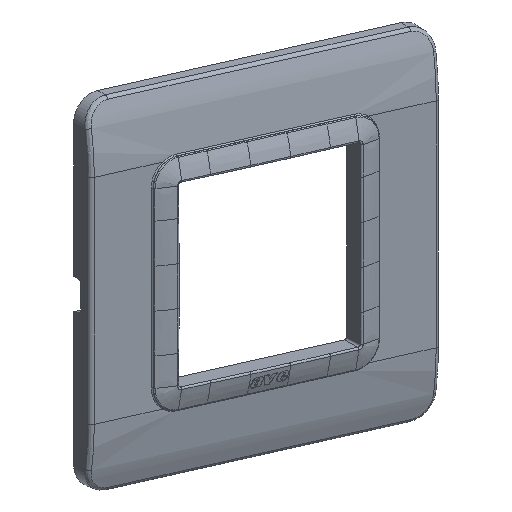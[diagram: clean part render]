
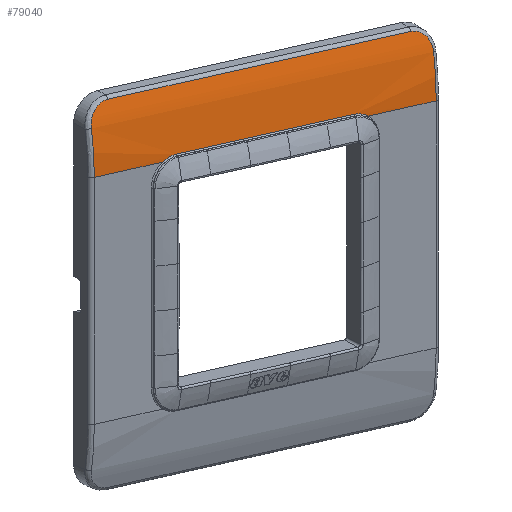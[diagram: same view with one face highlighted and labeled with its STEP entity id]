
A CAD part, top view. The second image highlights one B-rep face of the part: STEP entity #79040.
In plain terms, the highlighted cylindrical face has radius 55 mm (diameter 110 mm), a partial arc.
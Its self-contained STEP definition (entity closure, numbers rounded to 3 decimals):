
#77993=CARTESIAN_POINT('Vertex',(42.781,27.454,6.)) ;
#78051=CARTESIAN_POINT('Vertex',(42.825,38.022,4.975)) ;
#78055=CARTESIAN_POINT('Control Point',(42.781,27.454,6.)) ;
#78056=CARTESIAN_POINT('Control Point',(42.781,29.58,6.)) ;
#78057=CARTESIAN_POINT('Control Point',(42.785,31.707,5.897)) ;
#78058=CARTESIAN_POINT('Control Point',(42.794,33.828,5.692)) ;
#78059=CARTESIAN_POINT('Control Point',(42.807,35.934,5.384)) ;
#78060=CARTESIAN_POINT('Control Point',(42.825,38.022,4.975)) ;
#78130=CARTESIAN_POINT('Vertex',(37.884,43.165,3.708)) ;
#78134=CARTESIAN_POINT('Control Point',(37.884,43.165,3.708)) ;
#78135=CARTESIAN_POINT('Control Point',(38.21,43.165,3.708)) ;
#78136=CARTESIAN_POINT('Control Point',(38.535,43.137,3.716)) ;
#78137=CARTESIAN_POINT('Control Point',(38.858,43.082,3.733)) ;
#78138=CARTESIAN_POINT('Control Point',(39.574,42.897,3.788)) ;
#78139=CARTESIAN_POINT('Control Point',(40.243,42.58,3.879)) ;
#78140=CARTESIAN_POINT('Control Point',(40.595,42.364,3.941)) ;
#78141=CARTESIAN_POINT('Control Point',(41.432,41.724,4.12)) ;
#78142=CARTESIAN_POINT('Control Point',(42.077,40.884,4.339)) ;
#78143=CARTESIAN_POINT('Control Point',(42.386,40.316,4.48)) ;
#78144=CARTESIAN_POINT('Control Point',(42.676,39.507,4.668)) ;
#78145=CARTESIAN_POINT('Control Point',(42.798,38.662,4.847)) ;
#78146=CARTESIAN_POINT('Control Point',(42.818,38.449,4.89)) ;
#78147=CARTESIAN_POINT('Control Point',(42.826,38.235,4.933)) ;
#78148=CARTESIAN_POINT('Control Point',(42.825,38.022,4.975)) ;
#78162=CARTESIAN_POINT('Line Origine',(21.899,43.165,3.708)) ;
#78166=CARTESIAN_POINT('Vertex',(-37.884,43.165,3.708)) ;
#78237=CARTESIAN_POINT('Control Point',(-37.884,43.165,3.708)) ;
#78238=CARTESIAN_POINT('Control Point',(-38.21,43.165,3.708)) ;
#78239=CARTESIAN_POINT('Control Point',(-38.535,43.137,3.716)) ;
#78240=CARTESIAN_POINT('Control Point',(-38.858,43.082,3.733)) ;
#78241=CARTESIAN_POINT('Control Point',(-39.574,42.897,3.788)) ;
#78242=CARTESIAN_POINT('Control Point',(-40.243,42.58,3.879)) ;
#78243=CARTESIAN_POINT('Control Point',(-40.595,42.364,3.941)) ;
#78244=CARTESIAN_POINT('Control Point',(-41.432,41.724,4.12)) ;
#78245=CARTESIAN_POINT('Control Point',(-42.077,40.884,4.339)) ;
#78246=CARTESIAN_POINT('Control Point',(-42.386,40.316,4.48)) ;
#78247=CARTESIAN_POINT('Control Point',(-42.676,39.507,4.668)) ;
#78248=CARTESIAN_POINT('Control Point',(-42.798,38.662,4.847)) ;
#78249=CARTESIAN_POINT('Control Point',(-42.818,38.449,4.89)) ;
#78250=CARTESIAN_POINT('Control Point',(-42.826,38.235,4.933)) ;
#78251=CARTESIAN_POINT('Control Point',(-42.825,38.022,4.975)) ;
#78252=CARTESIAN_POINT('Vertex',(-42.825,38.022,4.975)) ;
#78348=CARTESIAN_POINT('Vertex',(-42.781,27.454,6.)) ;
#78401=CARTESIAN_POINT('Control Point',(-42.781,27.454,6.)) ;
#78402=CARTESIAN_POINT('Control Point',(-42.781,29.58,6.)) ;
#78403=CARTESIAN_POINT('Control Point',(-42.785,31.707,5.897)) ;
#78404=CARTESIAN_POINT('Control Point',(-42.794,33.828,5.692)) ;
#78405=CARTESIAN_POINT('Control Point',(-42.807,35.934,5.384)) ;
#78406=CARTESIAN_POINT('Control Point',(-42.825,38.022,4.975)) ;
#78958=CARTESIAN_POINT('Line Origine',(34.274,27.454,6.)) ;
#78962=CARTESIAN_POINT('Vertex',(25.767,27.454,6.)) ;
#78993=CARTESIAN_POINT('Axis2P3D Location',(34.5,27.454,-49.)) ;
#78998=CARTESIAN_POINT('Line Origine',(34.5,27.454,6.)) ;
#79002=CARTESIAN_POINT('Vertex',(-25.767,27.454,6.)) ;
#79006=CARTESIAN_POINT('Control Point',(-25.767,27.454,6.)) ;
#79007=CARTESIAN_POINT('Control Point',(-24.983,27.983,6.)) ;
#79008=CARTESIAN_POINT('Control Point',(-24.093,28.357,5.993)) ;
#79009=CARTESIAN_POINT('Control Point',(-23.147,28.544,5.989)) ;
#79010=CARTESIAN_POINT('Control Point',(-22.2,28.544,5.989)) ;
#79011=CARTESIAN_POINT('Vertex',(-22.2,28.544,5.989)) ;
#79014=CARTESIAN_POINT('Line Origine',(34.5,28.544,5.989)) ;
#79018=CARTESIAN_POINT('Vertex',(22.2,28.544,5.989)) ;
#79022=CARTESIAN_POINT('Control Point',(22.2,28.544,5.989)) ;
#79023=CARTESIAN_POINT('Control Point',(23.147,28.544,5.989)) ;
#79024=CARTESIAN_POINT('Control Point',(24.093,28.357,5.993)) ;
#79025=CARTESIAN_POINT('Control Point',(24.983,27.983,6.)) ;
#79026=CARTESIAN_POINT('Control Point',(25.767,27.454,6.)) ;
#78163=DIRECTION('Vector Direction',(1.,0.,0.)) ;
#78959=DIRECTION('Vector Direction',(1.,0.,0.)) ;
#78994=DIRECTION('Axis2P3D Direction',(1.,0.,0.)) ;
#78995=DIRECTION('Axis2P3D XDirection',(0.,0.298,0.955)) ;
#78999=DIRECTION('Vector Direction',(1.,0.,0.)) ;
#79015=DIRECTION('Vector Direction',(1.,0.,0.)) ;
#78996=AXIS2_PLACEMENT_3D('Cylinder Axis2P3D',#78993,#78994,#78995) ;
#79029=ORIENTED_EDGE('',*,*,#78964,.F.) ;
#79030=ORIENTED_EDGE('',*,*,#78061,.T.) ;
#79031=ORIENTED_EDGE('',*,*,#78149,.T.) ;
#79032=ORIENTED_EDGE('',*,*,#78168,.F.) ;
#79033=ORIENTED_EDGE('',*,*,#78254,.F.) ;
#79034=ORIENTED_EDGE('',*,*,#78407,.F.) ;
#79035=ORIENTED_EDGE('',*,*,#79004,.F.) ;
#79036=ORIENTED_EDGE('',*,*,#79013,.F.) ;
#79037=ORIENTED_EDGE('',*,*,#79020,.F.) ;
#79038=ORIENTED_EDGE('',*,*,#79027,.F.) ;
#78164=VECTOR('Line Direction',#78163,1.) ;
#78960=VECTOR('Line Direction',#78959,1.) ;
#79000=VECTOR('Line Direction',#78999,1.) ;
#79016=VECTOR('Line Direction',#79015,1.) ;
#79040=ADVANCED_FACE('PartBody',(#79039),#78997,.T.) ;
#78054=B_SPLINE_CURVE_WITH_KNOTS('',5,(#78055,#78056,#78057,#78058,#78059,#78060),.UNSPECIFIED.,.F.,.U.,(6,6),(37.584,52.488),.UNSPECIFIED.) ;
#78133=B_SPLINE_CURVE_WITH_KNOTS('',5,(#78134,#78135,#78136,#78137,#78138,#78139,#78140,#78141,#78142,#78143,#78144,#78145,#78146,#78147,#78148),.UNSPECIFIED.,.F.,.U.,(6,3,3,3,6),(18.827,21.371,24.598,29.621,31.296),.UNSPECIFIED.) ;
#78236=B_SPLINE_CURVE_WITH_KNOTS('',5,(#78237,#78238,#78239,#78240,#78241,#78242,#78243,#78244,#78245,#78246,#78247,#78248,#78249,#78250,#78251),.UNSPECIFIED.,.F.,.U.,(6,3,3,3,6),(18.827,21.371,24.598,29.621,31.296),.UNSPECIFIED.) ;
#78400=B_SPLINE_CURVE_WITH_KNOTS('',5,(#78401,#78402,#78403,#78404,#78405,#78406),.UNSPECIFIED.,.F.,.U.,(6,6),(37.584,52.488),.UNSPECIFIED.) ;
#79005=B_SPLINE_CURVE_WITH_KNOTS('',4,(#79006,#79007,#79008,#79009,#79010),.UNSPECIFIED.,.F.,.U.,(5,5),(10.335,15.564),.UNSPECIFIED.) ;
#79021=B_SPLINE_CURVE_WITH_KNOTS('',4,(#79022,#79023,#79024,#79025,#79026),.UNSPECIFIED.,.F.,.U.,(5,5),(10.903,16.133),.UNSPECIFIED.) ;
#78997=CYLINDRICAL_SURFACE('generated cylinder',#78996,55.) ;
#78061=EDGE_CURVE('',#77994,#78052,#78054,.T.) ;
#78149=EDGE_CURVE('',#78052,#78131,#78133,.F.) ;
#78168=EDGE_CURVE('',#78167,#78131,#78165,.T.) ;
#78254=EDGE_CURVE('',#78253,#78167,#78236,.F.) ;
#78407=EDGE_CURVE('',#78349,#78253,#78400,.T.) ;
#78964=EDGE_CURVE('',#77994,#78963,#78961,.F.) ;
#79004=EDGE_CURVE('',#79003,#78349,#79001,.F.) ;
#79013=EDGE_CURVE('',#79012,#79003,#79005,.F.) ;
#79020=EDGE_CURVE('',#79019,#79012,#79017,.F.) ;
#79027=EDGE_CURVE('',#78963,#79019,#79021,.F.) ;
#79028=EDGE_LOOP('',(#79029,#79030,#79031,#79032,#79033,#79034,#79035,#79036,#79037,#79038)) ;
#79039=FACE_OUTER_BOUND('',#79028,.T.) ;
#78165=LINE('Line',#78162,#78164) ;
#78961=LINE('Line',#78958,#78960) ;
#79001=LINE('Line',#78998,#79000) ;
#79017=LINE('Line',#79014,#79016) ;
#77994=VERTEX_POINT('',#77993) ;
#78052=VERTEX_POINT('',#78051) ;
#78131=VERTEX_POINT('',#78130) ;
#78167=VERTEX_POINT('',#78166) ;
#78253=VERTEX_POINT('',#78252) ;
#78349=VERTEX_POINT('',#78348) ;
#78963=VERTEX_POINT('',#78962) ;
#79003=VERTEX_POINT('',#79002) ;
#79012=VERTEX_POINT('',#79011) ;
#79019=VERTEX_POINT('',#79018) ;
